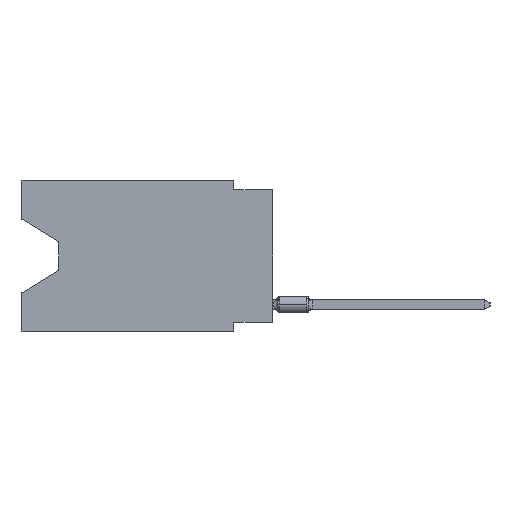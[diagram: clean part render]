
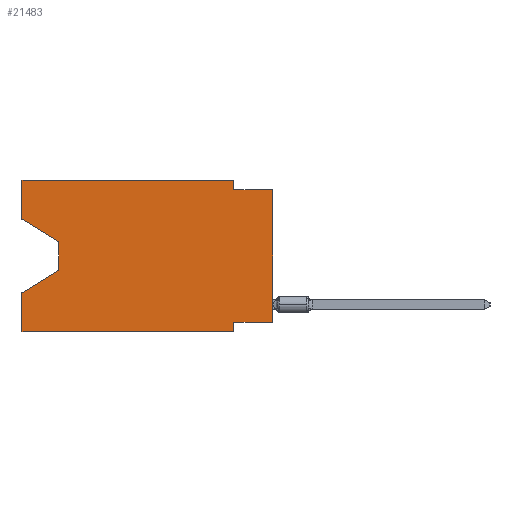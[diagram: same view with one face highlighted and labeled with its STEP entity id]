
A CAD part, left-side view. The second image highlights one B-rep face of the part: STEP entity #21483.
In plain terms, the highlighted planar face has unit normal (-1, 0, 0).
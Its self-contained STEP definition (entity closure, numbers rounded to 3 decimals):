
#182 = ORIENTED_EDGE ( 'NONE', *, *, #19022, .T. ) ;
#250 = AXIS2_PLACEMENT_3D ( 'NONE', #1018, #27926, #25367 ) ;
#378 = EDGE_CURVE ( 'NONE', #16262, #15293, #25239, .T. ) ;
#421 = VERTEX_POINT ( 'NONE', #5850 ) ;
#1018 = CARTESIAN_POINT ( 'NONE',  ( 0., 16.383, 0. ) ) ;
#1128 = LINE ( 'NONE', #13093, #19085 ) ;
#2006 = LINE ( 'NONE', #8472, #22859 ) ;
#2198 = DIRECTION ( 'NONE',  ( 0., 0., -1. ) ) ;
#2722 = VERTEX_POINT ( 'NONE', #3439 ) ;
#2770 = ORIENTED_EDGE ( 'NONE', *, *, #5772, .F. ) ;
#2897 = VERTEX_POINT ( 'NONE', #28178 ) ;
#3439 = CARTESIAN_POINT ( 'NONE',  ( 0., 16.383, -7.36 ) ) ;
#3569 = ORIENTED_EDGE ( 'NONE', *, *, #5912, .F. ) ;
#3794 = DIRECTION ( 'NONE',  ( 0., -1., 0. ) ) ;
#4477 = VECTOR ( 'NONE', #17925, 1000. ) ;
#4897 = EDGE_CURVE ( 'NONE', #32810, #2722, #17342, .T. ) ;
#5268 = DIRECTION ( 'NONE',  ( 0., 1., 0. ) ) ;
#5292 = DIRECTION ( 'NONE',  ( 0., 0., -1. ) ) ;
#5314 = VECTOR ( 'NONE', #5268, 1000. ) ;
#5772 = EDGE_CURVE ( 'NONE', #421, #2897, #7156, .T. ) ;
#5850 = CARTESIAN_POINT ( 'NONE',  ( 0., 16.383, 0. ) ) ;
#5912 = EDGE_CURVE ( 'NONE', #30516, #6701, #20288, .T. ) ;
#5951 = CARTESIAN_POINT ( 'NONE',  ( 0., 16.383, 0. ) ) ;
#6349 = VECTOR ( 'NONE', #15812, 1000. ) ;
#6472 = CARTESIAN_POINT ( 'NONE',  ( 0., 2.54, -9.906 ) ) ;
#6606 = LINE ( 'NONE', #18586, #6349 ) ;
#6701 = VERTEX_POINT ( 'NONE', #13092 ) ;
#7156 = LINE ( 'NONE', #13057, #36234 ) ;
#7289 = PLANE ( 'NONE',  #250 ) ;
#7540 = DIRECTION ( 'NONE',  ( 0., 0., 1. ) ) ;
#7626 = VERTEX_POINT ( 'NONE', #6472 ) ;
#8078 = ORIENTED_EDGE ( 'NONE', *, *, #18865, .T. ) ;
#8472 = CARTESIAN_POINT ( 'NONE',  ( 0., 0., 0. ) ) ;
#8501 = EDGE_CURVE ( 'NONE', #23634, #421, #20096, .T. ) ;
#8682 = EDGE_CURVE ( 'NONE', #2897, #30516, #17726, .T. ) ;
#10291 = CARTESIAN_POINT ( 'NONE',  ( 0., 0., -9.271 ) ) ;
#10507 = ORIENTED_EDGE ( 'NONE', *, *, #24067, .T. ) ;
#12190 = CARTESIAN_POINT ( 'NONE',  ( 0., 13.97, -5.893 ) ) ;
#13033 = VECTOR ( 'NONE', #5292, 1000. ) ;
#13057 = CARTESIAN_POINT ( 'NONE',  ( 0., 16.383, 0. ) ) ;
#13092 = CARTESIAN_POINT ( 'NONE',  ( 0., 0., -0.635 ) ) ;
#13093 = CARTESIAN_POINT ( 'NONE',  ( 0., 13.97, -5.893 ) ) ;
#14232 = ORIENTED_EDGE ( 'NONE', *, *, #4897, .F. ) ;
#14258 = CARTESIAN_POINT ( 'NONE',  ( 0., 2.54, -9.271 ) ) ;
#15293 = VERTEX_POINT ( 'NONE', #14258 ) ;
#15390 = ORIENTED_EDGE ( 'NONE', *, *, #378, .F. ) ;
#15812 = DIRECTION ( 'NONE',  ( 0., -0.855, -0.519 ) ) ;
#16262 = VERTEX_POINT ( 'NONE', #17437 ) ;
#17342 = LINE ( 'NONE', #5951, #4477 ) ;
#17437 = CARTESIAN_POINT ( 'NONE',  ( 0., 0., -9.271 ) ) ;
#17726 = LINE ( 'NONE', #26388, #32124 ) ;
#17925 = DIRECTION ( 'NONE',  ( 0., 0., 1. ) ) ;
#18035 = EDGE_LOOP ( 'NONE', ( #38581, #10507, #22984, #14232, #8078, #26696, #15390, #182, #3569, #21233, #2770, #28428 ) ) ;
#18586 = CARTESIAN_POINT ( 'NONE',  ( 0., 16.383, -2.546 ) ) ;
#18865 = EDGE_CURVE ( 'NONE', #32810, #7626, #21676, .T. ) ;
#18875 = CARTESIAN_POINT ( 'NONE',  ( 0., 13.97, -4.013 ) ) ;
#19022 = EDGE_CURVE ( 'NONE', #16262, #6701, #2006, .T. ) ;
#19085 = VECTOR ( 'NONE', #30771, 1000. ) ;
#19725 = CARTESIAN_POINT ( 'NONE',  ( 0., 16.383, -2.546 ) ) ;
#20096 = LINE ( 'NONE', #28361, #28951 ) ;
#20251 = LINE ( 'NONE', #29098, #33004 ) ;
#20288 = LINE ( 'NONE', #29333, #33768 ) ;
#21233 = ORIENTED_EDGE ( 'NONE', *, *, #8682, .F. ) ;
#21483 = ADVANCED_FACE ( 'NONE', ( #31433 ), #7289, .F. ) ;
#21676 = LINE ( 'NONE', #27959, #36704 ) ;
#21751 = EDGE_CURVE ( 'NONE', #37621, #2722, #1128, .T. ) ;
#22859 = VECTOR ( 'NONE', #32247, 1000. ) ;
#22984 = ORIENTED_EDGE ( 'NONE', *, *, #21751, .T. ) ;
#22990 = LINE ( 'NONE', #34564, #13033 ) ;
#23634 = VERTEX_POINT ( 'NONE', #19725 ) ;
#24067 = EDGE_CURVE ( 'NONE', #33977, #37621, #20251, .T. ) ;
#25239 = LINE ( 'NONE', #10291, #5314 ) ;
#25367 = DIRECTION ( 'NONE',  ( 0., 0., -1. ) ) ;
#25592 = EDGE_CURVE ( 'NONE', #15293, #7626, #22990, .T. ) ;
#26388 = CARTESIAN_POINT ( 'NONE',  ( 0., 2.54, 0. ) ) ;
#26696 = ORIENTED_EDGE ( 'NONE', *, *, #25592, .F. ) ;
#27926 = DIRECTION ( 'NONE',  ( 1., 0., 0. ) ) ;
#27959 = CARTESIAN_POINT ( 'NONE',  ( 0., 16.383, -9.906 ) ) ;
#28178 = CARTESIAN_POINT ( 'NONE',  ( 0., 2.54, 0. ) ) ;
#28361 = CARTESIAN_POINT ( 'NONE',  ( 0., 16.383, 0. ) ) ;
#28362 = DIRECTION ( 'NONE',  ( 0., -1., 0. ) ) ;
#28428 = ORIENTED_EDGE ( 'NONE', *, *, #8501, .F. ) ;
#28951 = VECTOR ( 'NONE', #7540, 1000. ) ;
#29098 = CARTESIAN_POINT ( 'NONE',  ( 0., 13.97, -4.013 ) ) ;
#29333 = CARTESIAN_POINT ( 'NONE',  ( 0., 0., -0.635 ) ) ;
#29706 = DIRECTION ( 'NONE',  ( 0., 0., -1. ) ) ;
#30516 = VERTEX_POINT ( 'NONE', #31854 ) ;
#30771 = DIRECTION ( 'NONE',  ( 0., 0.855, -0.519 ) ) ;
#31433 = FACE_OUTER_BOUND ( 'NONE', #18035, .T. ) ;
#31854 = CARTESIAN_POINT ( 'NONE',  ( 0., 2.54, -0.635 ) ) ;
#32124 = VECTOR ( 'NONE', #29706, 1000. ) ;
#32247 = DIRECTION ( 'NONE',  ( 0., 0., 1. ) ) ;
#32810 = VERTEX_POINT ( 'NONE', #38249 ) ;
#33004 = VECTOR ( 'NONE', #2198, 1000. ) ;
#33768 = VECTOR ( 'NONE', #37598, 1000. ) ;
#33977 = VERTEX_POINT ( 'NONE', #18875 ) ;
#34564 = CARTESIAN_POINT ( 'NONE',  ( 0., 2.54, -9.906 ) ) ;
#36234 = VECTOR ( 'NONE', #28362, 1000. ) ;
#36704 = VECTOR ( 'NONE', #3794, 1000. ) ;
#37598 = DIRECTION ( 'NONE',  ( 0., -1., 0. ) ) ;
#37621 = VERTEX_POINT ( 'NONE', #12190 ) ;
#38249 = CARTESIAN_POINT ( 'NONE',  ( 0., 16.383, -9.906 ) ) ;
#38523 = EDGE_CURVE ( 'NONE', #23634, #33977, #6606, .T. ) ;
#38581 = ORIENTED_EDGE ( 'NONE', *, *, #38523, .T. ) ;
